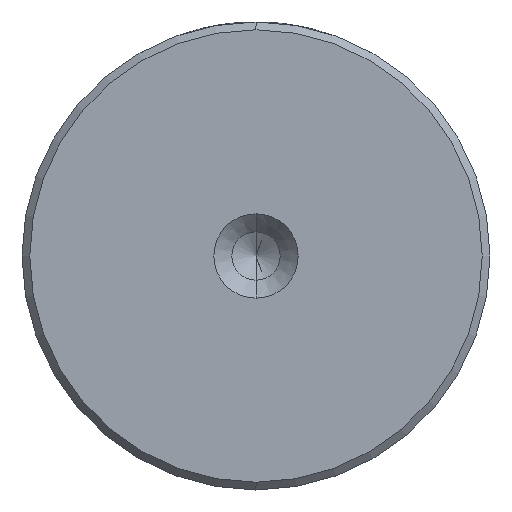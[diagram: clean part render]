
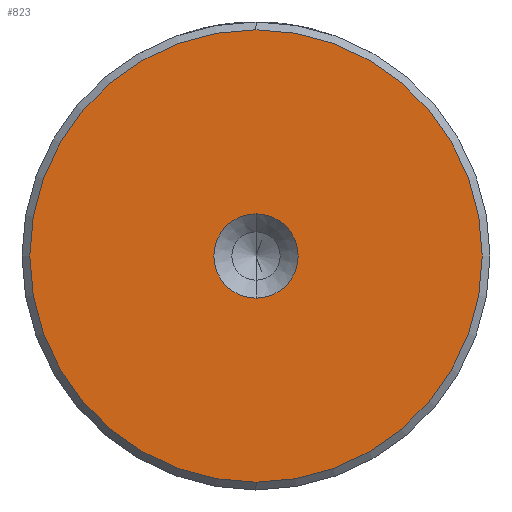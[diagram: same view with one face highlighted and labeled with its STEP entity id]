
A CAD part, left-side view. The second image highlights one B-rep face of the part: STEP entity #823.
In plain terms, the highlighted planar face has unit normal (-1, 0, 0).
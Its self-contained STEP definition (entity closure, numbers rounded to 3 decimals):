
#68 = AXIS2_PLACEMENT_3D ( 'NONE', #2126, #1916, #1547 ) ;
#90 = PLANE ( 'NONE',  #1711 ) ;
#149 = DIRECTION ( 'NONE',  ( -1., 0., 0. ) ) ;
#343 = CIRCLE ( 'NONE', #68, 2.7 ) ;
#353 = VERTEX_POINT ( 'NONE', #1094 ) ;
#397 = EDGE_CURVE ( 'NONE', #664, #742, #343, .T. ) ;
#409 = ORIENTED_EDGE ( 'NONE', *, *, #397, .F. ) ;
#542 = FACE_BOUND ( 'NONE', #970, .T. ) ;
#562 = EDGE_LOOP ( 'NONE', ( #1330, #1876 ) ) ;
#649 = DIRECTION ( 'NONE',  ( -1., 0., 0. ) ) ;
#664 = VERTEX_POINT ( 'NONE', #812 ) ;
#678 = ORIENTED_EDGE ( 'NONE', *, *, #2129, .F. ) ;
#691 = CIRCLE ( 'NONE', #1853, 2.7 ) ;
#704 = DIRECTION ( 'NONE',  ( 0., 0., 1. ) ) ;
#742 = VERTEX_POINT ( 'NONE', #2211 ) ;
#769 = VERTEX_POINT ( 'NONE', #1225 ) ;
#812 = CARTESIAN_POINT ( 'NONE',  ( 0., 0., -2.7 ) ) ;
#823 = ADVANCED_FACE ( 'NONE', ( #1037, #542 ), #90, .T. ) ;
#922 = CIRCLE ( 'NONE', #2166, 14.5 ) ;
#970 = EDGE_LOOP ( 'NONE', ( #678, #409 ) ) ;
#1025 = DIRECTION ( 'NONE',  ( -1., 0., 0. ) ) ;
#1037 = FACE_OUTER_BOUND ( 'NONE', #562, .T. ) ;
#1094 = CARTESIAN_POINT ( 'NONE',  ( 0., 0., -14.5 ) ) ;
#1225 = CARTESIAN_POINT ( 'NONE',  ( 0., 0., 14.5 ) ) ;
#1295 = CARTESIAN_POINT ( 'NONE',  ( 0., 0., 0. ) ) ;
#1330 = ORIENTED_EDGE ( 'NONE', *, *, #2376, .T. ) ;
#1504 = DIRECTION ( 'NONE',  ( 0., 0., 1. ) ) ;
#1547 = DIRECTION ( 'NONE',  ( 0., 0., 1. ) ) ;
#1554 = CIRCLE ( 'NONE', #1681, 14.5 ) ;
#1672 = CARTESIAN_POINT ( 'NONE',  ( 0., 0., 0. ) ) ;
#1681 = AXIS2_PLACEMENT_3D ( 'NONE', #1295, #149, #1504 ) ;
#1711 = AXIS2_PLACEMENT_3D ( 'NONE', #1672, #1862, #704 ) ;
#1810 = CARTESIAN_POINT ( 'NONE',  ( 0., 0., 0. ) ) ;
#1853 = AXIS2_PLACEMENT_3D ( 'NONE', #2208, #1025, #2389 ) ;
#1862 = DIRECTION ( 'NONE',  ( -1., 0., 0. ) ) ;
#1876 = ORIENTED_EDGE ( 'NONE', *, *, #1954, .T. ) ;
#1916 = DIRECTION ( 'NONE',  ( -1., 0., 0. ) ) ;
#1954 = EDGE_CURVE ( 'NONE', #769, #353, #922, .T. ) ;
#2007 = DIRECTION ( 'NONE',  ( 0., 0., 1. ) ) ;
#2126 = CARTESIAN_POINT ( 'NONE',  ( 0., 0., 0. ) ) ;
#2129 = EDGE_CURVE ( 'NONE', #742, #664, #691, .T. ) ;
#2166 = AXIS2_PLACEMENT_3D ( 'NONE', #1810, #649, #2007 ) ;
#2208 = CARTESIAN_POINT ( 'NONE',  ( 0., 0., 0. ) ) ;
#2211 = CARTESIAN_POINT ( 'NONE',  ( 0., 0., 2.7 ) ) ;
#2376 = EDGE_CURVE ( 'NONE', #353, #769, #1554, .T. ) ;
#2389 = DIRECTION ( 'NONE',  ( 0., 0., 1. ) ) ;
